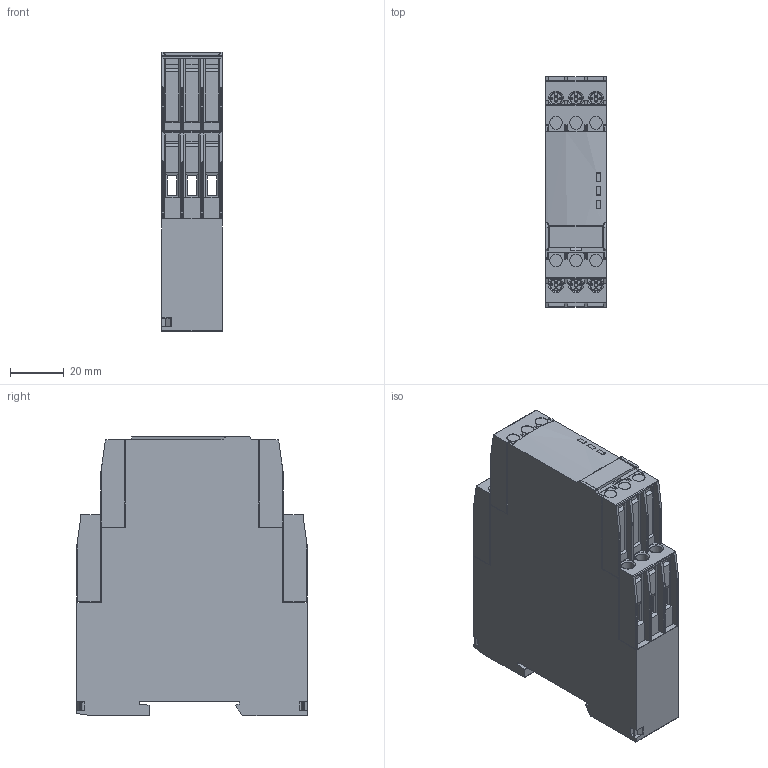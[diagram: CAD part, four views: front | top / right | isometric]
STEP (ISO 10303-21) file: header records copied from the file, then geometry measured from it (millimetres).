
FILE_DESCRIPTION( ( 'STEP AP203' ), '1' );
FILE_NAME( 'abb_CT-MVS.12S_ Time relay.stp', '2022-06-08T09:20:28', ( 'License CC BY-ND 4.0' ), ( 'CADENAS' ), ' ', 'PARTsolutions', ' ' );
FILE_SCHEMA( ( 'CONFIG_CONTROL_DESIGN' ) );
Length unit declared in the file: millimetre
Products named in the file (5): abb_CT-MVS.12S_ Time relay; _abb_CT-MVS.12S_1; _abb_CT-MVS.12S_3; _abb_CT-MVS.12S_4; _abb_CT-MVS.12S_5
Assembly tree (11 placements, depth 2):
  abb_CT-MVS.12S_ Time relay
    _abb_CT-MVS.12S_1
    _abb_CT-MVS.12S_3  x2
    _abb_CT-MVS.12S_4  x6
    _abb_CT-MVS.12S_5  x2
Bounding box: 22.5 x 85.6 x 103.68 mm (x, y, z)
Volume: 32124.7 mm3; surface area: 51163.6 mm2
Topology: 11 solids, 11 shells, 1004 faces, 2761 edges, 1804 vertices
Faces by surface type: plane 793, cylinder 133, cone 48, torus 30
Full cylindrical faces by diameter (mm): 2.3 x6, 2.9 x6, 4.65 x6
Entity records: 18373 total; most frequent: CARTESIAN_POINT 3336, ORIENTED_EDGE 3160, DIRECTION 2963, EDGE_CURVE 1580, LINE 1307, VECTOR 1307, VERTEX_POINT 1041, AXIS2_PLACEMENT_3D 828
